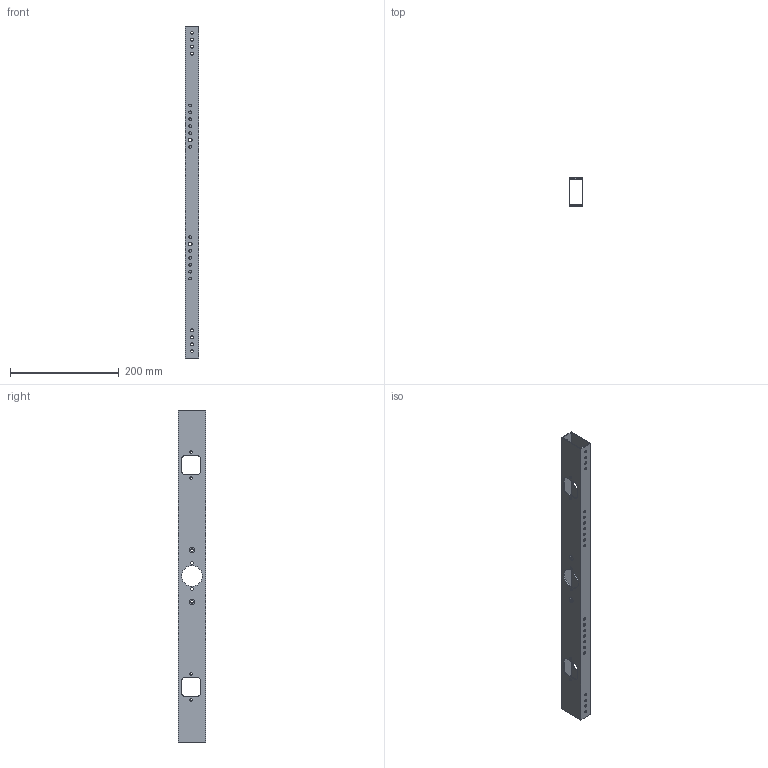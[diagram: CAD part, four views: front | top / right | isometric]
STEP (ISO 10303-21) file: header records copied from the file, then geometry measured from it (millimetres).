
FILE_DESCRIPTION (( 'STEP AP203' ), '1' );
FILE_NAME ('4400-23-P-0103 (2 Piezas) MS.STEP', '2023-02-24T08:41:12', ( '' ), ( '' ), 'SwSTEP 2.0', 'SolidWorks 2022', '' );
FILE_SCHEMA (( 'CONFIG_CONTROL_DESIGN' ));
Length unit declared in the file: inch
Products named in the file (1): 4400-23-P-0103 (2 Piezas) MS
Bounding box: 25.4 x 50.8 x 609.6 mm (x, y, z)
Volume: 128305.4 mm3; surface area: 164633.4 mm2
Topology: 1 solids, 1 shells, 146 faces, 432 edges, 288 vertices
Faces by surface type: cylinder 120, plane 26
Entity records: 5323 total; most frequent: DIRECTION 966, CARTESIAN_POINT 867, ORIENTED_EDGE 864, EDGE_CURVE 432, AXIS2_PLACEMENT_3D 387, VERTEX_POINT 288, EDGE_LOOP 260, CIRCLE 240
